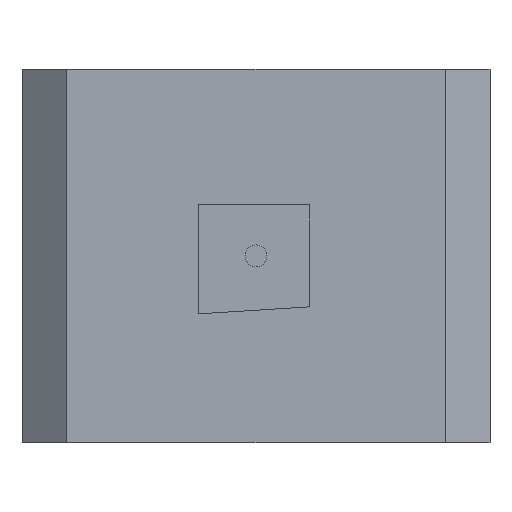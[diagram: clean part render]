
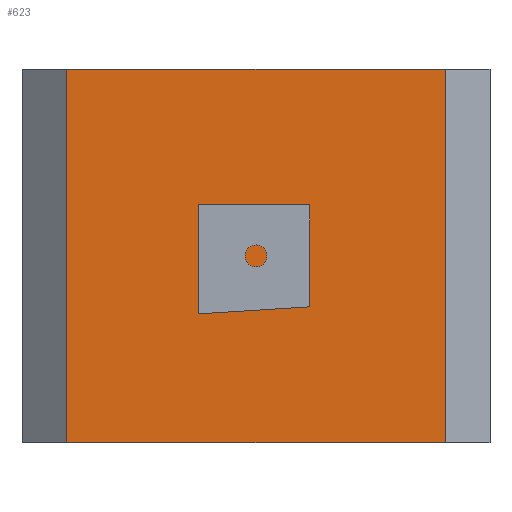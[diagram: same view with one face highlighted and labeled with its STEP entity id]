
A CAD part, top view. The second image highlights one B-rep face of the part: STEP entity #623.
In plain terms, the highlighted planar face has unit normal (0, 0, 1).
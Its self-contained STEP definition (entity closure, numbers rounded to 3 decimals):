
#8 = CARTESIAN_POINT ( 'NONE',  ( -1.092, 0., 3. ) ) ;
#10 = DIRECTION ( 'NONE',  ( 1., 0., 0. ) ) ;
#24 = ORIENTED_EDGE ( 'NONE', *, *, #405, .F. ) ;
#43 = EDGE_CURVE ( 'NONE', #372, #788, #97, .T. ) ;
#48 = CARTESIAN_POINT ( 'NONE',  ( 59.031, 58.623, 3. ) ) ;
#52 = LINE ( 'NONE', #542, #491 ) ;
#61 = VECTOR ( 'NONE', #10, 1000. ) ;
#62 = CARTESIAN_POINT ( 'NONE',  ( 62.031, 61.819, 3. ) ) ;
#64 = DIRECTION ( 'NONE',  ( 0., -1., 0. ) ) ;
#65 = VERTEX_POINT ( 'NONE', #736 ) ;
#82 = VECTOR ( 'NONE', #176, 1000. ) ;
#97 = LINE ( 'NONE', #598, #444 ) ;
#101 = LINE ( 'NONE', #398, #393 ) ;
#113 = ORIENTED_EDGE ( 'NONE', *, *, #722, .F. ) ;
#117 = CARTESIAN_POINT ( 'NONE',  ( 106.501, 105.181, 3. ) ) ;
#123 = ORIENTED_EDGE ( 'NONE', *, *, #584, .F. ) ;
#129 = LINE ( 'NONE', #396, #380 ) ;
#138 = CARTESIAN_POINT ( 'NONE',  ( -1.092, 170., 3. ) ) ;
#140 = EDGE_LOOP ( 'NONE', ( #838, #257, #612, #425 ) ) ;
#143 = LINE ( 'NONE', #309, #809 ) ;
#152 = VERTEX_POINT ( 'NONE', #739 ) ;
#176 = DIRECTION ( 'NONE',  ( 0., -1., 0. ) ) ;
#199 = CARTESIAN_POINT ( 'NONE',  ( -1.092, 170., 3. ) ) ;
#201 = VERTEX_POINT ( 'NONE', #117 ) ;
#202 = CARTESIAN_POINT ( 'NONE',  ( 109.501, 61.819, 3. ) ) ;
#211 = DIRECTION ( 'NONE',  ( 0., 0., -1. ) ) ;
#219 = EDGE_CURVE ( 'NONE', #65, #778, #272, .T. ) ;
#222 = DIRECTION ( 'NONE',  ( 0., 1., 0. ) ) ;
#242 = EDGE_CURVE ( 'NONE', #778, #384, #550, .T. ) ;
#256 = FACE_OUTER_BOUND ( 'NONE', #140, .T. ) ;
#257 = ORIENTED_EDGE ( 'NONE', *, *, #448, .F. ) ;
#268 = CARTESIAN_POINT ( 'NONE',  ( 62.031, 105.181, 3. ) ) ;
#272 = LINE ( 'NONE', #829, #82 ) ;
#275 = LINE ( 'NONE', #646, #553 ) ;
#304 = CARTESIAN_POINT ( 'NONE',  ( 59.031, 58.623, 3. ) ) ;
#309 = CARTESIAN_POINT ( 'NONE',  ( 59.031, 108.181, 3. ) ) ;
#318 = VECTOR ( 'NONE', #779, 1000. ) ;
#347 = CARTESIAN_POINT ( 'NONE',  ( -1.092, 0., 3. ) ) ;
#367 = EDGE_CURVE ( 'NONE', #581, #707, #648, .T. ) ;
#372 = VERTEX_POINT ( 'NONE', #202 ) ;
#374 = ORIENTED_EDGE ( 'NONE', *, *, #539, .F. ) ;
#380 = VECTOR ( 'NONE', #64, 1000. ) ;
#382 = LINE ( 'NONE', #540, #461 ) ;
#384 = VERTEX_POINT ( 'NONE', #62 ) ;
#392 = CARTESIAN_POINT ( 'NONE',  ( 171.092, 0., 3. ) ) ;
#393 = VECTOR ( 'NONE', #408, 1000. ) ;
#396 = CARTESIAN_POINT ( 'NONE',  ( 106.501, 64.635, 3. ) ) ;
#398 = CARTESIAN_POINT ( 'NONE',  ( 106.501, 64.635, 3. ) ) ;
#405 = EDGE_CURVE ( 'NONE', #201, #152, #129, .T. ) ;
#408 = DIRECTION ( 'NONE',  ( 0.729, -0.684, 0. ) ) ;
#421 = VERTEX_POINT ( 'NONE', #392 ) ;
#425 = ORIENTED_EDGE ( 'NONE', *, *, #709, .T. ) ;
#440 = EDGE_LOOP ( 'NONE', ( #123, #591, #374, #24 ) ) ;
#444 = VECTOR ( 'NONE', #222, 1000. ) ;
#448 = EDGE_CURVE ( 'NONE', #707, #421, #275, .T. ) ;
#461 = VECTOR ( 'NONE', #654, 1000. ) ;
#466 = VERTEX_POINT ( 'NONE', #268 ) ;
#470 = ORIENTED_EDGE ( 'NONE', *, *, #219, .F. ) ;
#491 = VECTOR ( 'NONE', #606, 1000. ) ;
#496 = EDGE_CURVE ( 'NONE', #569, #421, #730, .T. ) ;
#516 = FACE_BOUND ( 'NONE', #691, .T. ) ;
#534 = LINE ( 'NONE', #609, #776 ) ;
#539 = EDGE_CURVE ( 'NONE', #152, #372, #101, .T. ) ;
#540 = CARTESIAN_POINT ( 'NONE',  ( 106.501, 105.181, 3. ) ) ;
#542 = CARTESIAN_POINT ( 'NONE',  ( -1.092, 170., 3. ) ) ;
#545 = DIRECTION ( 'NONE',  ( 0., 1., 0. ) ) ;
#550 = LINE ( 'NONE', #48, #604 ) ;
#553 = VECTOR ( 'NONE', #832, 1000. ) ;
#569 = VERTEX_POINT ( 'NONE', #347 ) ;
#581 = VERTEX_POINT ( 'NONE', #726 ) ;
#584 = EDGE_CURVE ( 'NONE', #788, #201, #382, .T. ) ;
#591 = ORIENTED_EDGE ( 'NONE', *, *, #43, .F. ) ;
#598 = CARTESIAN_POINT ( 'NONE',  ( 109.501, 61.819, 3. ) ) ;
#599 = FACE_BOUND ( 'NONE', #440, .T. ) ;
#602 = CARTESIAN_POINT ( 'NONE',  ( 171.092, 170., 3. ) ) ;
#604 = VECTOR ( 'NONE', #763, 1000. ) ;
#606 = DIRECTION ( 'NONE',  ( 0., -1., 0. ) ) ;
#609 = CARTESIAN_POINT ( 'NONE',  ( 62.031, 61.819, 3. ) ) ;
#612 = ORIENTED_EDGE ( 'NONE', *, *, #367, .F. ) ;
#623 = ADVANCED_FACE ( 'NONE', ( #599, #256, #516 ), #660, .F. ) ;
#626 = DIRECTION ( 'NONE',  ( -0.707, 0.707, 0. ) ) ;
#646 = CARTESIAN_POINT ( 'NONE',  ( 171.092, 170., 3. ) ) ;
#648 = LINE ( 'NONE', #199, #318 ) ;
#654 = DIRECTION ( 'NONE',  ( -0.707, -0.707, 0. ) ) ;
#657 = DIRECTION ( 'NONE',  ( -1., 0., 0. ) ) ;
#660 = PLANE ( 'NONE',  #798 ) ;
#691 = EDGE_LOOP ( 'NONE', ( #801, #470, #824, #113 ) ) ;
#707 = VERTEX_POINT ( 'NONE', #602 ) ;
#709 = EDGE_CURVE ( 'NONE', #581, #569, #52, .T. ) ;
#722 = EDGE_CURVE ( 'NONE', #384, #466, #534, .T. ) ;
#726 = CARTESIAN_POINT ( 'NONE',  ( -1.092, 170., 3. ) ) ;
#730 = LINE ( 'NONE', #8, #61 ) ;
#736 = CARTESIAN_POINT ( 'NONE',  ( 59.031, 108.181, 3. ) ) ;
#739 = CARTESIAN_POINT ( 'NONE',  ( 106.501, 64.635, 3. ) ) ;
#750 = EDGE_CURVE ( 'NONE', #466, #65, #143, .T. ) ;
#763 = DIRECTION ( 'NONE',  ( 0.684, 0.729, 0. ) ) ;
#776 = VECTOR ( 'NONE', #545, 1000. ) ;
#778 = VERTEX_POINT ( 'NONE', #304 ) ;
#779 = DIRECTION ( 'NONE',  ( 1., 0., 0. ) ) ;
#788 = VERTEX_POINT ( 'NONE', #813 ) ;
#798 = AXIS2_PLACEMENT_3D ( 'NONE', #138, #211, #657 ) ;
#801 = ORIENTED_EDGE ( 'NONE', *, *, #242, .F. ) ;
#809 = VECTOR ( 'NONE', #626, 1000. ) ;
#813 = CARTESIAN_POINT ( 'NONE',  ( 109.501, 108.181, 3. ) ) ;
#824 = ORIENTED_EDGE ( 'NONE', *, *, #750, .F. ) ;
#829 = CARTESIAN_POINT ( 'NONE',  ( 59.031, 58.623, 3. ) ) ;
#832 = DIRECTION ( 'NONE',  ( 0., -1., 0. ) ) ;
#838 = ORIENTED_EDGE ( 'NONE', *, *, #496, .T. ) ;
